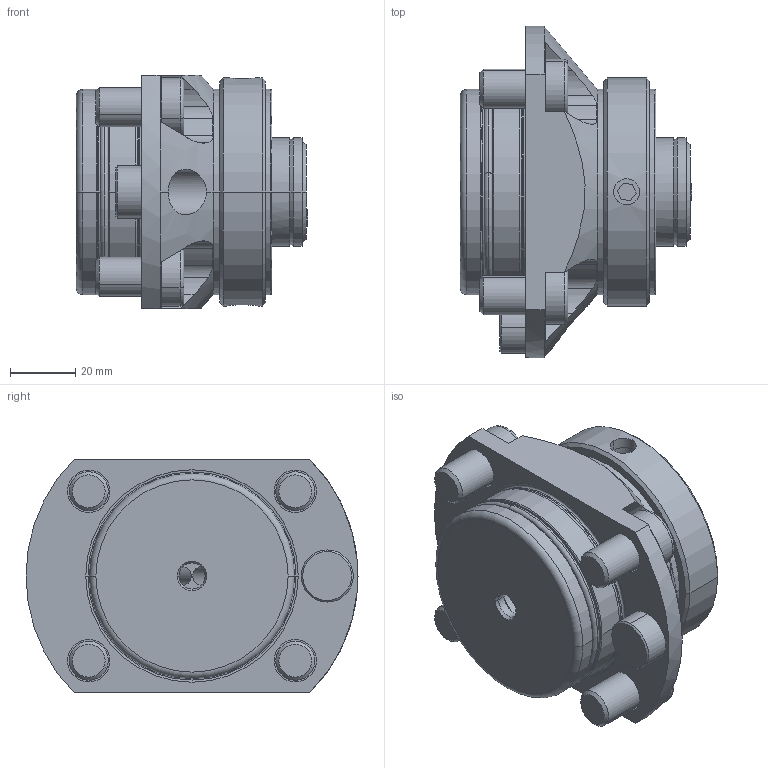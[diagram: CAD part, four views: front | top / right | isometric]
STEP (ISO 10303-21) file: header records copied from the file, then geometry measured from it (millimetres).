
FILE_DESCRIPTION (( 'STEP AP214' ), '1' );
FILE_NAME ('U63.HA6.001.040.STEP', '2020-09-11T07:36:44', ( '' ), ( '' ), 'SwSTEP 2.0', 'SolidWorks 2017', '' );
FILE_SCHEMA (( 'AUTOMOTIVE_DESIGN' ));
Length unit declared in the file: millimetre
Products named in the file (15): DIN 3771 - 17x2; U63.HA6.001.040; Backe6; Grundkörper1; DIN 7984 - M12 x 20_DIN 7984 - M12 x 20 --- 20N; HA6-ER1.001.000; Spindel6; HA6-ER3.003.014; U63-ER1.001.014_A; U63-HA6.001.040_D; DIN 3771 - 58x2.5; HA6-ER2.002.010; ISO 13337 - 5 x 14_ISO13337 5x16; Dichtung6; Stift6
Assembly tree (18 placements, depth 3):
  U63.HA6.001.040
    U63-HA6.001.040_D
    HA6-ER3.003.014
    ISO 13337 - 5 x 14_ISO13337 5x16
    HA6-ER2.002.010
    U63-ER1.001.014_A
    DIN 3771 - 58x2.5
    DIN 7984 - M12 x 20_DIN 7984 - M12 x 20 --- 20N  x4
    HA6-ER1.001.000
      Grundkörper1
      Dichtung6
      Backe6  x2
      Spindel6
      Stift6
      DIN 3771 - 17x2
Bounding box: 70.95 x 101.9 x 71.8 mm (x, y, z)
Volume: 216697.3 mm3; surface area: 71091.6 mm2
Topology: 17 solids, 17 shells, 499 faces, 1187 edges, 731 vertices
Faces by surface type: plane 186, cylinder 174, cone 89, torus 42, bspline 8
Entity records: 14814 total; most frequent: CARTESIAN_POINT 4031, DIRECTION 2194, ORIENTED_EDGE 1994, EDGE_CURVE 997, AXIS2_PLACEMENT_3D 891, VERTEX_POINT 626, EDGE_LOOP 475, CIRCLE 461
